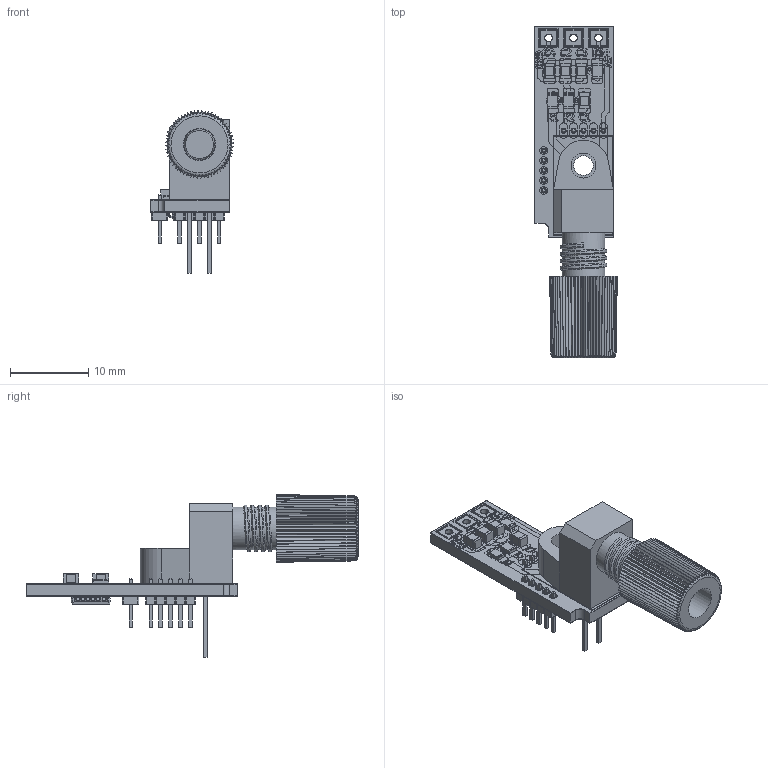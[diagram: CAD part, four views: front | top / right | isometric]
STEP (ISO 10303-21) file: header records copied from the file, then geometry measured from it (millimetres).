
FILE_DESCRIPTION(('KiCad electronic assembly'),'2;1');
FILE_NAME('IF-E96E_breakout.step','2025-09-08T19:56:22',('Pcbnew'),( 'Kicad'),'Open CASCADE STEP processor 7.6','KiCad to STEP converter' ,'Unknown');
FILE_SCHEMA(('AUTOMOTIVE_DESIGN { 1 0 10303 214 1 1 1 1 }'));
Length unit declared in the file: millimetre
Products named in the file (14): IF-E96E_breakout 1; R_0805_2012Metric; C_0805_2012Metric; Emitter; TSSOP-14_4.4x5mm_P0.65mm; PinHeader_1x05_P1.27mm_Vertical; 50mil_IF-E96E_breakout_copper; 50mil_IF-E96E_breakout_pad; 50mil_IF-E96E_breakout_via; 50mil_IF-E96E_breakout_silkscreen; 50mil_IF-E96E_breakout_soldermask; 50mil_IF-E96E_breakout_PCB
Assembly tree (19 placements, depth 2):
  IF-E96E_breakout 1
    R_0805_2012Metric  x3
    C_0805_2012Metric  x4
    Emitter
    TSSOP-14_4.4x5mm_P0.65mm
    PinHeader_1x05_P1.27mm_Vertical  x2
    50mil_IF-E96E_breakout_copper
    50mil_IF-E96E_breakout_pad
    50mil_IF-E96E_breakout_via
    50mil_IF-E96E_breakout_silkscreen
    50mil_IF-E96E_breakout_silkscreen
    50mil_IF-E96E_breakout_soldermask
    50mil_IF-E96E_breakout_soldermask
    50mil_IF-E96E_breakout_PCB
Bounding box: 10.54 x 42.31 x 20.75 mm (x, y, z)
Volume: 1640.2 mm3; surface area: 3285.4 mm2
Topology: 101 solids, 158 shells, 1819 faces, 5431 edges, 3909 vertices
Faces by surface type: plane 1295, cylinder 443, cone 62, bspline 18, torus 1
Full cylindrical faces by diameter (mm): 0.275 x10, 0.3 x5, 0.6 x30, 0.625 x1, 0.65 x20, 0.85 x6, 0.875 x2, 0.9 x4, 0.95 x9, 1 x16, 1.575 x2, 1.7 x6, 2.5 x1, 3.175 x1, 3.556 x1, 3.607 x1, 4.115 x1, 5.461 x4, 6.223 x1
Entity records: 56741 total; most frequent: CARTESIAN_POINT 11556, DIRECTION 9000, ORIENTED_EDGE 8539, EDGE_CURVE 4783, VERTEX_POINT 3493, LINE 3348, VECTOR 3348, AXIS2_PLACEMENT_3D 2826
